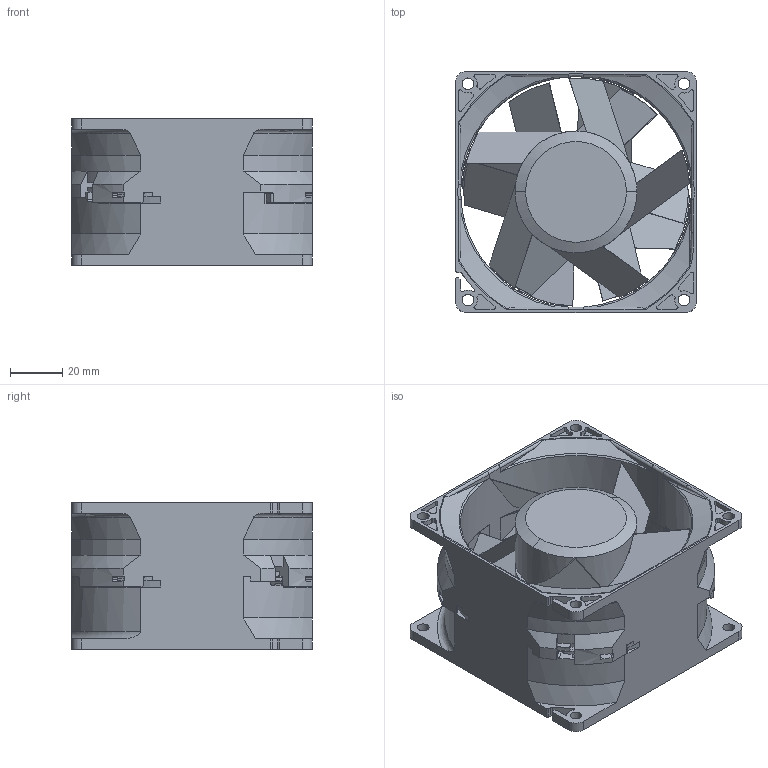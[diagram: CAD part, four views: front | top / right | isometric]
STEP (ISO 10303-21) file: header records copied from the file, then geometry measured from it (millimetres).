
FILE_DESCRIPTION((''),'2;1');
FILE_NAME('DELTA_9256_3D_MODEL','2022-02-16T',('YONGWEI.WU'),(''),'CREO PARAMETRIC BY PTC INC, 2018220','CREO PARAMETRIC BY PTC INC, 2018220','');
FILE_SCHEMA(('CONFIG_CONTROL_DESIGN'));
Length unit declared in the file: millimetre
Products named in the file (1): DELTA_9256_3D_MODEL
Bounding box: 92 x 92 x 56 mm (x, y, z)
Volume: 173332.9 mm3; surface area: 76269.5 mm2
Topology: 4 solids, 4 shells, 698 faces, 2064 edges, 1374 vertices
Faces by surface type: cylinder 269, plane 268, cone 67, bspline 56, torus 38
Entity records: 33055 total; most frequent: CARTESIAN_POINT 14768, ORIENTED_EDGE 4126, DIRECTION 3584, EDGE_CURVE 2063, AXIS2_PLACEMENT_3D 1391, VERTEX_POINT 1374, VECTOR 802, LINE 802
